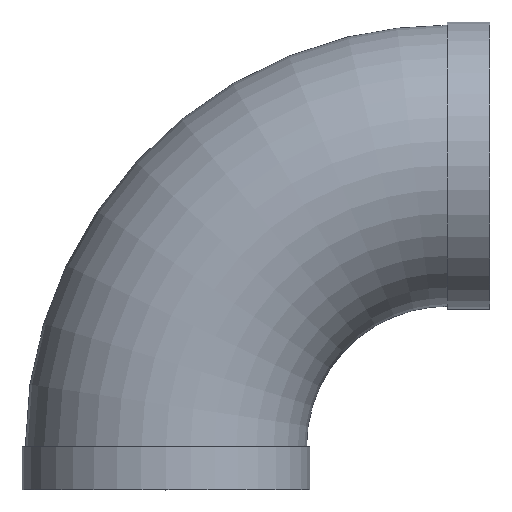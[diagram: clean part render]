
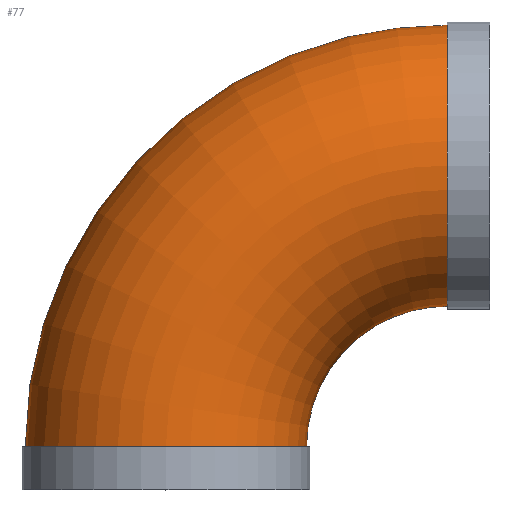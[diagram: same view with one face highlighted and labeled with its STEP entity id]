
A CAD part, top view. The second image highlights one B-rep face of the part: STEP entity #77.
In plain terms, the highlighted toroidal (fillet/blend) face has major radius 355 mm and minor radius 177.5 mm.
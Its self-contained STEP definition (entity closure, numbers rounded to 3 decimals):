
#77 = ADVANCED_FACE( '', ( #150, #151 ), #152, .T. );
#150 = FACE_OUTER_BOUND( '', #212, .T. );
#151 = FACE_OUTER_BOUND( '', #213, .T. );
#152 = TOROIDAL_SURFACE( '', #214, 355., 177.5 );
#212 = EDGE_LOOP( '', ( #280 ) );
#213 = EDGE_LOOP( '', ( #281 ) );
#214 = AXIS2_PLACEMENT_3D( '', #282, #283, #284 );
#280 = ORIENTED_EDGE( '', *, *, #305, .T. );
#281 = ORIENTED_EDGE( '', *, *, #309, .F. );
#282 = CARTESIAN_POINT( '', ( 355., 54., 0. ) );
#283 = DIRECTION( '', ( 0., 0., -1. ) );
#284 = DIRECTION( '', ( -1., 0., 0. ) );
#305 = EDGE_CURVE( '', #333, #333, #334, .T. );
#309 = EDGE_CURVE( '', #340, #340, #341, .T. );
#333 = VERTEX_POINT( '', #369 );
#334 = CIRCLE( '', #370, 177.5 );
#340 = VERTEX_POINT( '', #376 );
#341 = CIRCLE( '', #377, 177.5 );
#369 = CARTESIAN_POINT( '', ( 177.5, 54., 0. ) );
#370 = AXIS2_PLACEMENT_3D( '', #406, #407, #408 );
#376 = CARTESIAN_POINT( '', ( 355., 231.5, 0. ) );
#377 = AXIS2_PLACEMENT_3D( '', #415, #416, #417 );
#406 = CARTESIAN_POINT( '', ( 0., 54., 0. ) );
#407 = DIRECTION( '', ( 0., 1., 0. ) );
#408 = DIRECTION( '', ( 1., 0., 0. ) );
#415 = CARTESIAN_POINT( '', ( 355., 409., 0. ) );
#416 = DIRECTION( '', ( 1., 0., 0. ) );
#417 = DIRECTION( '', ( 0., -1., 0. ) );
